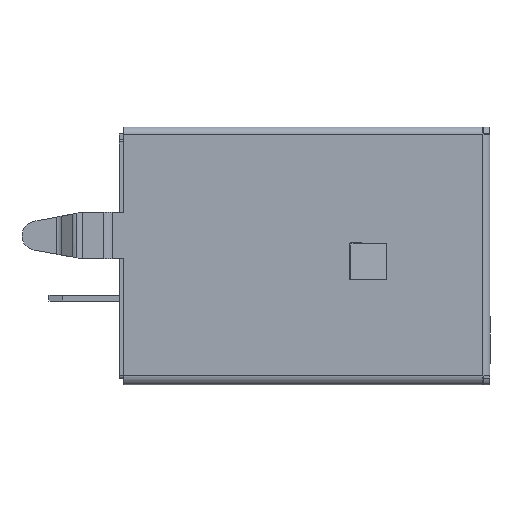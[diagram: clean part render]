
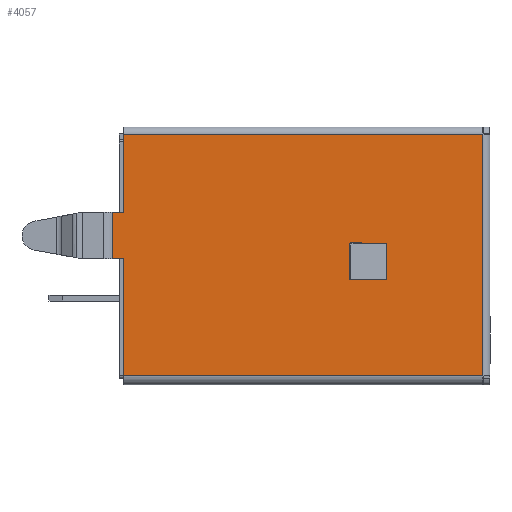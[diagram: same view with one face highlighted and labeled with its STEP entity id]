
A CAD part, left-side view. The second image highlights one B-rep face of the part: STEP entity #4057.
In plain terms, the highlighted planar face has unit normal (-1, 0, 0).
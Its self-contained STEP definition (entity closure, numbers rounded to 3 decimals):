
#137 = VECTOR ( 'NONE', #4071, 1000. ) ;
#176 = CARTESIAN_POINT ( 'NONE',  ( -6.1, 15.9, 3.745 ) ) ;
#264 = EDGE_CURVE ( 'NONE', #5995, #8573, #9800, .T. ) ;
#299 = ORIENTED_EDGE ( 'NONE', *, *, #14661, .T. ) ;
#408 = CARTESIAN_POINT ( 'NONE',  ( -6.1, 15.9, 5.29 ) ) ;
#514 = EDGE_LOOP ( 'NONE', ( #9328, #2959, #5404, #2215 ) ) ;
#573 = DIRECTION ( 'NONE',  ( 0., 0., 1. ) ) ;
#579 = FACE_OUTER_BOUND ( 'NONE', #2886, .T. ) ;
#1078 = CARTESIAN_POINT ( 'NONE',  ( -6.1, 8.355, -5.2 ) ) ;
#1193 = CARTESIAN_POINT ( 'NONE',  ( -6.1, 16.4, 0.045 ) ) ;
#1197 = LINE ( 'NONE', #6136, #15869 ) ;
#1397 = EDGE_CURVE ( 'NONE', #13549, #10383, #11354, .T. ) ;
#1477 = CARTESIAN_POINT ( 'NONE',  ( -6.1, 15.9, -2.855 ) ) ;
#1619 = VECTOR ( 'NONE', #6404, 1000. ) ;
#1974 = ORIENTED_EDGE ( 'NONE', *, *, #2157, .T. ) ;
#2157 = EDGE_CURVE ( 'NONE', #8595, #10837, #12393, .T. ) ;
#2215 = ORIENTED_EDGE ( 'NONE', *, *, #15375, .F. ) ;
#2356 = ORIENTED_EDGE ( 'NONE', *, *, #12895, .F. ) ;
#2439 = EDGE_CURVE ( 'NONE', #8595, #13549, #14388, .T. ) ;
#2714 = CARTESIAN_POINT ( 'NONE',  ( -6.1, 8.355, 5.29 ) ) ;
#2868 = CARTESIAN_POINT ( 'NONE',  ( -6.1, 6.08, -1.02 ) ) ;
#2886 = EDGE_LOOP ( 'NONE', ( #6017, #299, #13312, #13912, #1974, #8636, #2356, #3521 ) ) ;
#2959 = ORIENTED_EDGE ( 'NONE', *, *, #6145, .F. ) ;
#3116 = CARTESIAN_POINT ( 'NONE',  ( -6.1, 16.833, 1.89 ) ) ;
#3245 = CARTESIAN_POINT ( 'NONE',  ( -6.1, 6.08, -0.23 ) ) ;
#3366 = AXIS2_PLACEMENT_3D ( 'NONE', #15623, #4304, #9296 ) ;
#3437 = VECTOR ( 'NONE', #6132, 1000. ) ;
#3521 = ORIENTED_EDGE ( 'NONE', *, *, #9857, .T. ) ;
#3547 = CARTESIAN_POINT ( 'NONE',  ( -6.1, 4.5, -1.02 ) ) ;
#3579 = DIRECTION ( 'NONE',  ( 0., 0., -1. ) ) ;
#3604 = VERTEX_POINT ( 'NONE', #3547 ) ;
#4057 = ADVANCED_FACE ( 'NONE', ( #579, #5511 ), #10534, .T. ) ;
#4071 = DIRECTION ( 'NONE',  ( 0., 1., 0. ) ) ;
#4304 = DIRECTION ( 'NONE',  ( -1., 0., 0. ) ) ;
#4668 = CARTESIAN_POINT ( 'NONE',  ( -6.1, 6.08, 0.56 ) ) ;
#4782 = LINE ( 'NONE', #9795, #14036 ) ;
#4821 = CARTESIAN_POINT ( 'NONE',  ( -6.1, 15.9, -0.11 ) ) ;
#4851 = CARTESIAN_POINT ( 'NONE',  ( -6.1, 15.9, -5.2 ) ) ;
#4899 = CARTESIAN_POINT ( 'NONE',  ( -6.1, 15.9, 1.89 ) ) ;
#5108 = DIRECTION ( 'NONE',  ( 0., 0., 1. ) ) ;
#5404 = ORIENTED_EDGE ( 'NONE', *, *, #8916, .F. ) ;
#5511 = FACE_BOUND ( 'NONE', #514, .T. ) ;
#5995 = VERTEX_POINT ( 'NONE', #9592 ) ;
#6017 = ORIENTED_EDGE ( 'NONE', *, *, #264, .F. ) ;
#6026 = DIRECTION ( 'NONE',  ( 0., -1., 0. ) ) ;
#6132 = DIRECTION ( 'NONE',  ( 0., 0., -1. ) ) ;
#6136 = CARTESIAN_POINT ( 'NONE',  ( -6.1, 5.29, -1.02 ) ) ;
#6145 = EDGE_CURVE ( 'NONE', #13689, #3604, #1197, .T. ) ;
#6404 = DIRECTION ( 'NONE',  ( 0., 0., 1. ) ) ;
#6604 = VECTOR ( 'NONE', #7673, 1000. ) ;
#6637 = EDGE_CURVE ( 'NONE', #9396, #10837, #10305, .T. ) ;
#6730 = LINE ( 'NONE', #11754, #9163 ) ;
#7528 = VERTEX_POINT ( 'NONE', #4851 ) ;
#7673 = DIRECTION ( 'NONE',  ( 0., 1., 0. ) ) ;
#8069 = DIRECTION ( 'NONE',  ( 0., -1., 0. ) ) ;
#8212 = DIRECTION ( 'NONE',  ( 0., 0., -1. ) ) ;
#8482 = CARTESIAN_POINT ( 'NONE',  ( -6.1, 4.5, 0.56 ) ) ;
#8573 = VERTEX_POINT ( 'NONE', #13453 ) ;
#8595 = VERTEX_POINT ( 'NONE', #10955 ) ;
#8636 = ORIENTED_EDGE ( 'NONE', *, *, #6637, .F. ) ;
#8916 = EDGE_CURVE ( 'NONE', #10952, #13689, #14518, .T. ) ;
#9163 = VECTOR ( 'NONE', #573, 1000. ) ;
#9296 = DIRECTION ( 'NONE',  ( 0., 0., 1. ) ) ;
#9328 = ORIENTED_EDGE ( 'NONE', *, *, #13005, .F. ) ;
#9396 = VERTEX_POINT ( 'NONE', #4821 ) ;
#9592 = CARTESIAN_POINT ( 'NONE',  ( -6.1, 0.31, 5.29 ) ) ;
#9795 = CARTESIAN_POINT ( 'NONE',  ( -6.1, 5.29, 0.56 ) ) ;
#9800 = LINE ( 'NONE', #14874, #15627 ) ;
#9857 = EDGE_CURVE ( 'NONE', #7528, #8573, #12278, .T. ) ;
#10305 = LINE ( 'NONE', #15389, #137 ) ;
#10383 = VERTEX_POINT ( 'NONE', #408 ) ;
#10534 = PLANE ( 'NONE',  #3366 ) ;
#10837 = VERTEX_POINT ( 'NONE', #15426 ) ;
#10952 = VERTEX_POINT ( 'NONE', #4668 ) ;
#10955 = CARTESIAN_POINT ( 'NONE',  ( -6.1, 16.4, 1.89 ) ) ;
#11146 = DIRECTION ( 'NONE',  ( 0., -1., 0. ) ) ;
#11354 = LINE ( 'NONE', #176, #13235 ) ;
#11754 = CARTESIAN_POINT ( 'NONE',  ( -6.1, 4.5, -0.23 ) ) ;
#12278 = LINE ( 'NONE', #1078, #16004 ) ;
#12393 = LINE ( 'NONE', #1193, #3437 ) ;
#12684 = LINE ( 'NONE', #1477, #1619 ) ;
#12714 = VERTEX_POINT ( 'NONE', #8482 ) ;
#12895 = EDGE_CURVE ( 'NONE', #7528, #9396, #12684, .T. ) ;
#13005 = EDGE_CURVE ( 'NONE', #3604, #12714, #6730, .T. ) ;
#13235 = VECTOR ( 'NONE', #5108, 1000. ) ;
#13312 = ORIENTED_EDGE ( 'NONE', *, *, #1397, .F. ) ;
#13453 = CARTESIAN_POINT ( 'NONE',  ( -6.1, 0.31, -5.2 ) ) ;
#13549 = VERTEX_POINT ( 'NONE', #4899 ) ;
#13683 = VECTOR ( 'NONE', #8069, 1000. ) ;
#13689 = VERTEX_POINT ( 'NONE', #2868 ) ;
#13912 = ORIENTED_EDGE ( 'NONE', *, *, #2439, .F. ) ;
#13971 = LINE ( 'NONE', #2714, #6604 ) ;
#14036 = VECTOR ( 'NONE', #14867, 1000. ) ;
#14388 = LINE ( 'NONE', #3116, #13683 ) ;
#14518 = LINE ( 'NONE', #3245, #15042 ) ;
#14661 = EDGE_CURVE ( 'NONE', #5995, #10383, #13971, .T. ) ;
#14867 = DIRECTION ( 'NONE',  ( 0., 1., 0. ) ) ;
#14874 = CARTESIAN_POINT ( 'NONE',  ( -6.1, 0.31, 0.045 ) ) ;
#15042 = VECTOR ( 'NONE', #8212, 1000. ) ;
#15375 = EDGE_CURVE ( 'NONE', #12714, #10952, #4782, .T. ) ;
#15389 = CARTESIAN_POINT ( 'NONE',  ( -6.1, 16.827, -0.11 ) ) ;
#15426 = CARTESIAN_POINT ( 'NONE',  ( -6.1, 16.4, -0.11 ) ) ;
#15623 = CARTESIAN_POINT ( 'NONE',  ( -6.1, 16.4, -5.2 ) ) ;
#15627 = VECTOR ( 'NONE', #3579, 1000. ) ;
#15869 = VECTOR ( 'NONE', #11146, 1000. ) ;
#16004 = VECTOR ( 'NONE', #6026, 1000. ) ;
